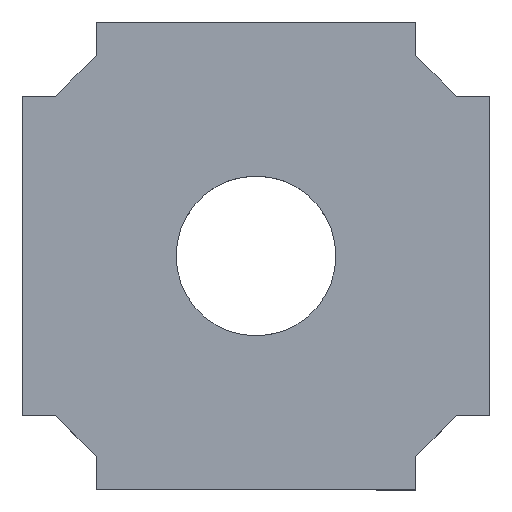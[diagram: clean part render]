
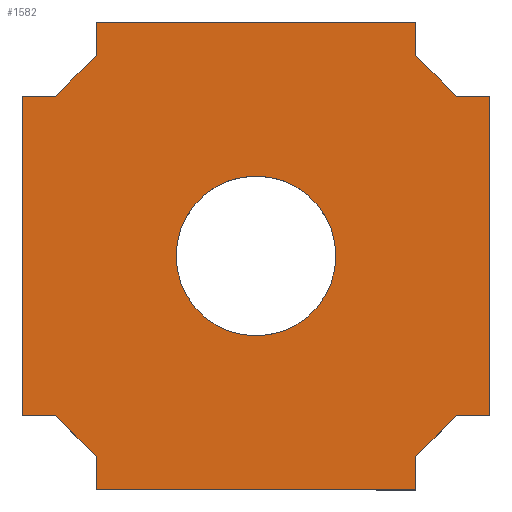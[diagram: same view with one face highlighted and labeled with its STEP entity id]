
A CAD part, top view. The second image highlights one B-rep face of the part: STEP entity #1582.
In plain terms, the highlighted planar face has unit normal (0, 0, 1).
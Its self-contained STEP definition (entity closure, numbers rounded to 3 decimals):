
#26=FACE_BOUND('',#298,.T.);
#91=CIRCLE('',#1725,8.5);
#203=FACE_OUTER_BOUND('',#297,.T.);
#297=EDGE_LOOP('',(#1365,#1366,#1367,#1368,#1369,#1370,#1371,#1372,#1373,
#1374,#1375,#1376,#1377,#1378,#1379,#1380));
#298=EDGE_LOOP('',(#1381));
#307=LINE('',#2163,#469);
#311=LINE('',#2170,#473);
#314=LINE('',#2176,#476);
#317=LINE('',#2184,#479);
#320=LINE('',#2190,#482);
#323=LINE('',#2196,#485);
#327=LINE('',#2205,#489);
#331=LINE('',#2212,#493);
#334=LINE('',#2218,#496);
#337=LINE('',#2226,#499);
#340=LINE('',#2232,#502);
#343=LINE('',#2238,#505);
#459=LINE('',#2826,#621);
#461=LINE('',#2829,#623);
#463=LINE('',#2832,#625);
#465=LINE('',#2835,#627);
#469=VECTOR('',#1739,10.);
#473=VECTOR('',#1745,10.);
#476=VECTOR('',#1750,10.);
#479=VECTOR('',#1755,10.);
#482=VECTOR('',#1760,10.);
#485=VECTOR('',#1765,10.);
#489=VECTOR('',#1771,10.);
#493=VECTOR('',#1777,10.);
#496=VECTOR('',#1782,10.);
#499=VECTOR('',#1787,10.);
#502=VECTOR('',#1792,10.);
#505=VECTOR('',#1797,10.);
#621=VECTOR('',#2137,10.);
#623=VECTOR('',#2141,10.);
#625=VECTOR('',#2145,10.);
#627=VECTOR('',#2149,10.);
#631=VERTEX_POINT('',#2160);
#632=VERTEX_POINT('',#2162);
#634=VERTEX_POINT('',#2168);
#636=VERTEX_POINT('',#2174);
#639=VERTEX_POINT('',#2181);
#640=VERTEX_POINT('',#2183);
#642=VERTEX_POINT('',#2189);
#644=VERTEX_POINT('',#2195);
#647=VERTEX_POINT('',#2202);
#648=VERTEX_POINT('',#2204);
#650=VERTEX_POINT('',#2210);
#652=VERTEX_POINT('',#2216);
#655=VERTEX_POINT('',#2223);
#656=VERTEX_POINT('',#2225);
#658=VERTEX_POINT('',#2231);
#660=VERTEX_POINT('',#2237);
#776=VERTEX_POINT('',#2819);
#780=EDGE_CURVE('',#631,#632,#307,.T.);
#784=EDGE_CURVE('',#634,#631,#311,.T.);
#787=EDGE_CURVE('',#636,#634,#314,.T.);
#790=EDGE_CURVE('',#639,#640,#317,.T.);
#793=EDGE_CURVE('',#640,#642,#320,.T.);
#796=EDGE_CURVE('',#642,#644,#323,.T.);
#800=EDGE_CURVE('',#647,#648,#327,.T.);
#804=EDGE_CURVE('',#650,#647,#331,.T.);
#807=EDGE_CURVE('',#652,#650,#334,.T.);
#810=EDGE_CURVE('',#656,#655,#337,.T.);
#813=EDGE_CURVE('',#658,#656,#340,.T.);
#816=EDGE_CURVE('',#660,#658,#343,.T.);
#989=EDGE_CURVE('',#776,#776,#91,.T.);
#993=EDGE_CURVE('',#648,#655,#459,.T.);
#995=EDGE_CURVE('',#632,#652,#461,.T.);
#997=EDGE_CURVE('',#639,#660,#463,.T.);
#999=EDGE_CURVE('',#644,#636,#465,.T.);
#1365=ORIENTED_EDGE('',*,*,#993,.F.);
#1366=ORIENTED_EDGE('',*,*,#800,.F.);
#1367=ORIENTED_EDGE('',*,*,#804,.F.);
#1368=ORIENTED_EDGE('',*,*,#807,.F.);
#1369=ORIENTED_EDGE('',*,*,#995,.F.);
#1370=ORIENTED_EDGE('',*,*,#780,.F.);
#1371=ORIENTED_EDGE('',*,*,#784,.F.);
#1372=ORIENTED_EDGE('',*,*,#787,.F.);
#1373=ORIENTED_EDGE('',*,*,#999,.F.);
#1374=ORIENTED_EDGE('',*,*,#796,.F.);
#1375=ORIENTED_EDGE('',*,*,#793,.F.);
#1376=ORIENTED_EDGE('',*,*,#790,.F.);
#1377=ORIENTED_EDGE('',*,*,#997,.T.);
#1378=ORIENTED_EDGE('',*,*,#816,.T.);
#1379=ORIENTED_EDGE('',*,*,#813,.T.);
#1380=ORIENTED_EDGE('',*,*,#810,.T.);
#1381=ORIENTED_EDGE('',*,*,#989,.T.);
#1499=PLANE('',#1731);
#1582=ADVANCED_FACE('',(#203,#26),#1499,.T.);
#1725=AXIS2_PLACEMENT_3D('',#2820,#2129,#2130);
#1731=AXIS2_PLACEMENT_3D('',#2837,#2151,#2152);
#1739=DIRECTION('',(0.,1.,0.));
#1745=DIRECTION('',(0.707,0.707,0.));
#1750=DIRECTION('',(1.,0.,0.));
#1755=DIRECTION('',(0.,1.,0.));
#1760=DIRECTION('',(-0.707,0.707,0.));
#1765=DIRECTION('',(-1.,0.,0.));
#1771=DIRECTION('',(1.,0.,0.));
#1777=DIRECTION('',(0.707,-0.707,0.));
#1782=DIRECTION('',(0.,-1.,0.));
#1787=DIRECTION('',(1.,0.,0.));
#1792=DIRECTION('',(0.707,0.707,0.));
#1797=DIRECTION('',(0.,1.,0.));
#2129=DIRECTION('center_axis',(0.,0.,-1.));
#2130=DIRECTION('ref_axis',(-1.,0.,0.));
#2137=DIRECTION('',(0.,-1.,0.));
#2141=DIRECTION('',(1.,0.,0.));
#2145=DIRECTION('',(1.,0.,0.));
#2149=DIRECTION('',(0.,1.,0.));
#2151=DIRECTION('center_axis',(0.,0.,1.));
#2152=DIRECTION('ref_axis',(1.,0.,0.));
#2160=CARTESIAN_POINT('',(-37.93,42.255,16.5));
#2162=CARTESIAN_POINT('',(-37.93,45.83,16.5));
#2163=CARTESIAN_POINT('',(-37.93,42.255,16.5));
#2168=CARTESIAN_POINT('',(-42.255,37.93,16.5));
#2170=CARTESIAN_POINT('',(-42.255,37.93,16.5));
#2174=CARTESIAN_POINT('',(-45.83,37.93,16.5));
#2176=CARTESIAN_POINT('',(-46.03,37.93,16.5));
#2181=CARTESIAN_POINT('',(-37.93,-3.97,16.5));
#2183=CARTESIAN_POINT('',(-37.93,-0.395,16.5));
#2184=CARTESIAN_POINT('',(-37.93,-4.17,16.5));
#2189=CARTESIAN_POINT('',(-42.255,3.93,16.5));
#2190=CARTESIAN_POINT('',(-37.93,-0.395,16.5));
#2195=CARTESIAN_POINT('',(-45.83,3.93,16.5));
#2196=CARTESIAN_POINT('',(-42.255,3.93,16.5));
#2202=CARTESIAN_POINT('',(0.395,37.93,16.5));
#2204=CARTESIAN_POINT('',(3.97,37.93,16.5));
#2205=CARTESIAN_POINT('',(0.395,37.93,16.5));
#2210=CARTESIAN_POINT('',(-3.93,42.255,16.5));
#2212=CARTESIAN_POINT('',(-3.93,42.255,16.5));
#2216=CARTESIAN_POINT('',(-3.93,45.83,16.5));
#2218=CARTESIAN_POINT('',(-3.93,46.03,16.5));
#2223=CARTESIAN_POINT('',(3.97,3.93,16.5));
#2225=CARTESIAN_POINT('',(0.395,3.93,16.5));
#2226=CARTESIAN_POINT('',(0.395,3.93,16.5));
#2231=CARTESIAN_POINT('',(-3.93,-0.395,16.5));
#2232=CARTESIAN_POINT('',(-3.93,-0.395,16.5));
#2237=CARTESIAN_POINT('',(-3.93,-3.97,16.5));
#2238=CARTESIAN_POINT('',(-3.93,-4.17,16.5));
#2819=CARTESIAN_POINT('',(-12.43,20.93,16.5));
#2820=CARTESIAN_POINT('Origin',(-20.93,20.93,16.5));
#2826=CARTESIAN_POINT('',(3.97,37.93,16.5));
#2829=CARTESIAN_POINT('',(-37.93,45.83,16.5));
#2832=CARTESIAN_POINT('',(-4.13,-3.97,16.5));
#2835=CARTESIAN_POINT('',(-45.83,3.93,16.5));
#2837=CARTESIAN_POINT('Origin',(-20.93,20.93,16.5));
